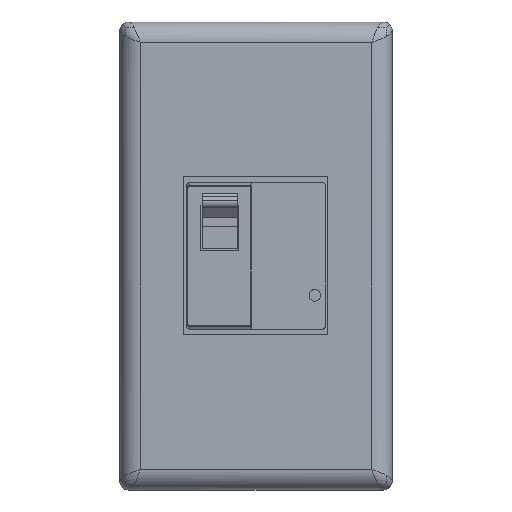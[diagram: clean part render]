
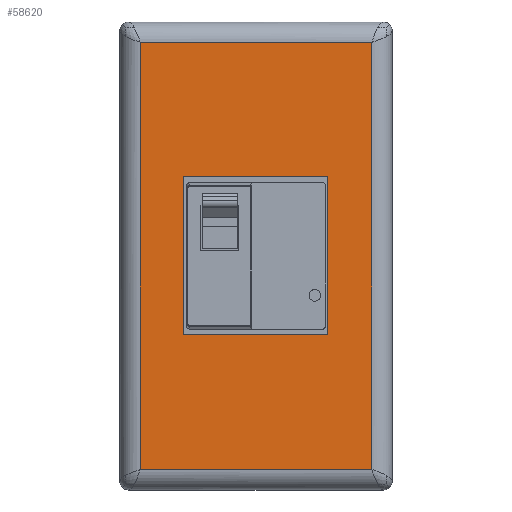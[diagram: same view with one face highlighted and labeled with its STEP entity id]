
A CAD part, top view. The second image highlights one B-rep face of the part: STEP entity #58620.
In plain terms, the highlighted planar face has unit normal (0, 0, 1).
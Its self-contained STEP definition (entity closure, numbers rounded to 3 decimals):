
#28780=CARTESIAN_POINT('',(133.406,374.752,
-4.701));
#28790=VERTEX_POINT('',#28780);
#28820=CARTESIAN_POINT('',(133.406,-0.847,
-4.701));
#28830=DIRECTION('',(0.,1.,0.));
#28840=VECTOR('',#28830,1.);
#28850=LINE('',#28820,#28840);
#28860=CARTESIAN_POINT('',(133.406,320.752,
-4.701));
#28870=VERTEX_POINT('',#28860);
#28880=EDGE_CURVE('',#28870,#28790,#28850,.T.);
#40860=CARTESIAN_POINT('',(83.906,320.752,
-4.701));
#40870=VERTEX_POINT('',#40860);
#40920=CARTESIAN_POINT('',(-2.851,320.752,
-4.701));
#40930=DIRECTION('',(1.,0.,0.));
#40940=VECTOR('',#40930,1.);
#40950=LINE('',#40920,#40940);
#40960=EDGE_CURVE('',#40870,#28870,#40950,.T.);
#45120=CARTESIAN_POINT('',(148.406,274.752,
-4.701));
#45130=VERTEX_POINT('',#45120);
#45160=CARTESIAN_POINT('',(148.406,-0.847,
-4.701));
#45170=DIRECTION('',(0.,1.,0.));
#45180=VECTOR('',#45170,1.);
#45190=LINE('',#45160,#45180);
#45200=CARTESIAN_POINT('',(148.406,420.752,
-4.701));
#45210=VERTEX_POINT('',#45200);
#45220=EDGE_CURVE('',#45130,#45210,#45190,.T.);
#51980=CARTESIAN_POINT('',(-2.851,420.752,
-4.701));
#51990=DIRECTION('',(-1.,0.,0.));
#52000=VECTOR('',#51990,1.);
#52010=LINE('',#51980,#52000);
#52020=CARTESIAN_POINT('',(69.306,420.752,
-4.701));
#52030=VERTEX_POINT('',#52020);
#52040=EDGE_CURVE('',#45210,#52030,#52010,.T.);
#53290=CARTESIAN_POINT('',(69.306,274.752,
-4.701));
#53300=VERTEX_POINT('',#53290);
#53330=CARTESIAN_POINT('',(0.,274.752,-4.701));
#53340=DIRECTION('',(-1.,0.,0.));
#53350=VECTOR('',#53340,1.);
#53360=LINE('',#53330,#53350);
#53370=EDGE_CURVE('',#45130,#53300,#53360,.T.);
#55850=CARTESIAN_POINT('',(69.306,0.,-4.701));
#55860=DIRECTION('',(0.,1.,0.));
#55870=VECTOR('',#55860,1.);
#55880=LINE('',#55850,#55870);
#55890=EDGE_CURVE('',#53300,#52030,#55880,.T.);
#58330=CARTESIAN_POINT('',(155.406,267.752,
-4.701));
#58340=DIRECTION('',(-0.,-0.,-1.));
#58350=DIRECTION('',(0.,-1.,0.));
#58360=AXIS2_PLACEMENT_3D('',#58330,#58340,#58350);
#58370=PLANE('',#58360);
#58380=CARTESIAN_POINT('',(-2.851,374.752,
-4.701));
#58390=DIRECTION('',(-1.,0.,0.));
#58400=VECTOR('',#58390,1.);
#58410=LINE('',#58380,#58400);
#58420=CARTESIAN_POINT('',(83.906,374.752,
-4.701));
#58430=VERTEX_POINT('',#58420);
#58440=EDGE_CURVE('',#28790,#58430,#58410,.T.);
#58450=ORIENTED_EDGE('',*,*,#58440,.F.);
#58460=CARTESIAN_POINT('',(83.906,-0.847,
-4.701));
#58470=DIRECTION('',(0.,-1.,0.));
#58480=VECTOR('',#58470,1.);
#58490=LINE('',#58460,#58480);
#58500=EDGE_CURVE('',#58430,#40870,#58490,.T.);
#58510=ORIENTED_EDGE('',*,*,#58500,.F.);
#58520=ORIENTED_EDGE('',*,*,#40960,.F.);
#58530=ORIENTED_EDGE('',*,*,#28880,.F.);
#58540=EDGE_LOOP('',(#58530,#58520,#58510,#58450));
#58550=FACE_BOUND('',#58540,.T.);
#58560=ORIENTED_EDGE('',*,*,#45220,.T.);
#58570=ORIENTED_EDGE('',*,*,#53370,.F.);
#58580=ORIENTED_EDGE('',*,*,#55890,.F.);
#58590=ORIENTED_EDGE('',*,*,#52040,.T.);
#58600=EDGE_LOOP('',(#58590,#58580,#58570,#58560));
#58610=FACE_OUTER_BOUND('',#58600,.T.);
#58620=ADVANCED_FACE('',(#58550,#58610),#58370,.F.);
